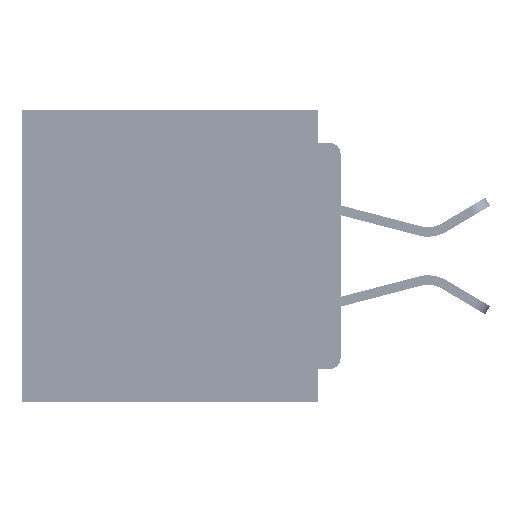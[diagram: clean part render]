
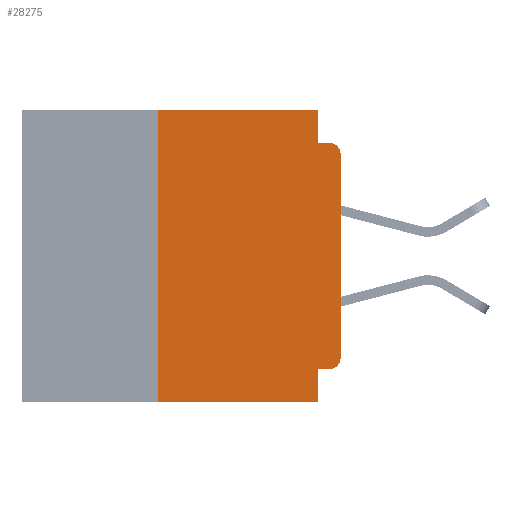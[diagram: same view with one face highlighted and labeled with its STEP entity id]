
A CAD part, left-side view. The second image highlights one B-rep face of the part: STEP entity #28275.
In plain terms, the highlighted planar face has unit normal (-1, 0, 0).
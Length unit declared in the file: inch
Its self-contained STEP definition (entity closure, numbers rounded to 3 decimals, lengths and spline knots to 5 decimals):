
#1660 = DIRECTION ( 'NONE',  ( 0., 0., -1. ) ) ;
#4674 = ORIENTED_EDGE ( 'NONE', *, *, #13126, .F. ) ;
#5536 = VECTOR ( 'NONE', #41910, 39.37008 ) ;
#7233 = VECTOR ( 'NONE', #41924, 39.37008 ) ;
#8549 = AXIS2_PLACEMENT_3D ( 'NONE', #37889, #13178, #42026 ) ;
#10449 = CARTESIAN_POINT ( 'NONE',  ( 0., 0.25, 0. ) ) ;
#10530 = VECTOR ( 'NONE', #44334, 39.37008 ) ;
#11014 = LINE ( 'NONE', #47043, #20695 ) ;
#12170 = VECTOR ( 'NONE', #53459, 39.37008 ) ;
#12382 = CARTESIAN_POINT ( 'NONE',  ( 0., 0.25, -0.4 ) ) ;
#13126 = EDGE_CURVE ( 'NONE', #29999, #15326, #38511, .T. ) ;
#13178 = DIRECTION ( 'NONE',  ( -1., 0., 0. ) ) ;
#13455 = LINE ( 'NONE', #12382, #12170 ) ;
#14531 = CARTESIAN_POINT ( 'NONE',  ( 0., 0.25, -0.4 ) ) ;
#14717 = CARTESIAN_POINT ( 'NONE',  ( 0., 0.031, -0.355 ) ) ;
#15326 = VERTEX_POINT ( 'NONE', #47600 ) ;
#16574 = VERTEX_POINT ( 'NONE', #22765 ) ;
#17231 = VERTEX_POINT ( 'NONE', #14717 ) ;
#17461 = VERTEX_POINT ( 'NONE', #49171 ) ;
#17691 = EDGE_LOOP ( 'NONE', ( #25163, #20531, #4674, #46209, #26506, #47651, #50924, #45211, #41943, #28474 ) ) ;
#18837 = CARTESIAN_POINT ( 'NONE',  ( 0., 0.031, -0.4 ) ) ;
#19800 = DIRECTION ( 'NONE',  ( -1., 0., 0. ) ) ;
#19884 = EDGE_CURVE ( 'NONE', #40346, #35338, #27954, .T. ) ;
#20519 = CARTESIAN_POINT ( 'NONE',  ( 0., 0., -0.06 ) ) ;
#20531 = ORIENTED_EDGE ( 'NONE', *, *, #22909, .T. ) ;
#20695 = VECTOR ( 'NONE', #1660, 39.37008 ) ;
#21855 = AXIS2_PLACEMENT_3D ( 'NONE', #44514, #19800, #48665 ) ;
#22257 = AXIS2_PLACEMENT_3D ( 'NONE', #27196, #52071, #27377 ) ;
#22612 = VERTEX_POINT ( 'NONE', #31776 ) ;
#22765 = CARTESIAN_POINT ( 'NONE',  ( 0., 0.015, -0.355 ) ) ;
#22909 = EDGE_CURVE ( 'NONE', #44938, #15326, #39859, .T. ) ;
#23263 = PLANE ( 'NONE',  #22257 ) ;
#23404 = DIRECTION ( 'NONE',  ( 0., 0., -1. ) ) ;
#24309 = VECTOR ( 'NONE', #46508, 39.37008 ) ;
#25163 = ORIENTED_EDGE ( 'NONE', *, *, #28637, .T. ) ;
#25581 = LINE ( 'NONE', #42346, #24309 ) ;
#26437 = EDGE_CURVE ( 'NONE', #16574, #17231, #25581, .T. ) ;
#26506 = ORIENTED_EDGE ( 'NONE', *, *, #28355, .F. ) ;
#27196 = CARTESIAN_POINT ( 'NONE',  ( 0., 0.437, 0. ) ) ;
#27377 = DIRECTION ( 'NONE',  ( 0., 0., -1. ) ) ;
#27781 = CARTESIAN_POINT ( 'NONE',  ( 0., 0.437, -0.4 ) ) ;
#27954 = LINE ( 'NONE', #27781, #36342 ) ;
#28275 = ADVANCED_FACE ( 'NONE', ( #36376 ), #23263, .F. ) ;
#28355 = EDGE_CURVE ( 'NONE', #44674, #17461, #42133, .T. ) ;
#28474 = ORIENTED_EDGE ( 'NONE', *, *, #47389, .T. ) ;
#28637 = EDGE_CURVE ( 'NONE', #22612, #44938, #29208, .T. ) ;
#29208 = LINE ( 'NONE', #33811, #7233 ) ;
#29999 = VERTEX_POINT ( 'NONE', #43267 ) ;
#31776 = CARTESIAN_POINT ( 'NONE',  ( 0., 0., -0.34 ) ) ;
#31909 = DIRECTION ( 'NONE',  ( 0., -1., 0. ) ) ;
#33370 = CIRCLE ( 'NONE', #21855, 0.015 ) ;
#33811 = CARTESIAN_POINT ( 'NONE',  ( 0., 0., 0. ) ) ;
#34982 = EDGE_CURVE ( 'NONE', #40346, #44674, #13455, .T. ) ;
#35338 = VERTEX_POINT ( 'NONE', #18837 ) ;
#35827 = CARTESIAN_POINT ( 'NONE',  ( 0., 0.031, -0.4 ) ) ;
#36342 = VECTOR ( 'NONE', #31909, 39.37008 ) ;
#36376 = FACE_OUTER_BOUND ( 'NONE', #17691, .T. ) ;
#37601 = VECTOR ( 'NONE', #23404, 39.37008 ) ;
#37769 = CARTESIAN_POINT ( 'NONE',  ( 0., 0., -0.045 ) ) ;
#37889 = CARTESIAN_POINT ( 'NONE',  ( 0., 0.015, -0.06 ) ) ;
#38511 = LINE ( 'NONE', #37769, #5536 ) ;
#39859 = CIRCLE ( 'NONE', #8549, 0.015 ) ;
#40346 = VERTEX_POINT ( 'NONE', #14531 ) ;
#41910 = DIRECTION ( 'NONE',  ( 0., -1., 0. ) ) ;
#41924 = DIRECTION ( 'NONE',  ( 0., 0., 1. ) ) ;
#41943 = ORIENTED_EDGE ( 'NONE', *, *, #26437, .F. ) ;
#42026 = DIRECTION ( 'NONE',  ( 0., 0., -1. ) ) ;
#42133 = LINE ( 'NONE', #52586, #10530 ) ;
#42346 = CARTESIAN_POINT ( 'NONE',  ( 0., 0., -0.355 ) ) ;
#43267 = CARTESIAN_POINT ( 'NONE',  ( 0., 0.031, -0.045 ) ) ;
#43496 = EDGE_CURVE ( 'NONE', #17231, #35338, #49891, .T. ) ;
#44334 = DIRECTION ( 'NONE',  ( 0., -1., 0. ) ) ;
#44514 = CARTESIAN_POINT ( 'NONE',  ( 0., 0.015, -0.34 ) ) ;
#44674 = VERTEX_POINT ( 'NONE', #10449 ) ;
#44938 = VERTEX_POINT ( 'NONE', #20519 ) ;
#45211 = ORIENTED_EDGE ( 'NONE', *, *, #43496, .F. ) ;
#46209 = ORIENTED_EDGE ( 'NONE', *, *, #52118, .F. ) ;
#46508 = DIRECTION ( 'NONE',  ( 0., 1., 0. ) ) ;
#47043 = CARTESIAN_POINT ( 'NONE',  ( 0., 0.031, 0. ) ) ;
#47389 = EDGE_CURVE ( 'NONE', #16574, #22612, #33370, .T. ) ;
#47600 = CARTESIAN_POINT ( 'NONE',  ( 0., 0.015, -0.045 ) ) ;
#47651 = ORIENTED_EDGE ( 'NONE', *, *, #34982, .F. ) ;
#48665 = DIRECTION ( 'NONE',  ( 0., 0., -1. ) ) ;
#49171 = CARTESIAN_POINT ( 'NONE',  ( 0., 0.031, 0. ) ) ;
#49891 = LINE ( 'NONE', #35827, #37601 ) ;
#50924 = ORIENTED_EDGE ( 'NONE', *, *, #19884, .T. ) ;
#52071 = DIRECTION ( 'NONE',  ( 1., 0., 0. ) ) ;
#52118 = EDGE_CURVE ( 'NONE', #17461, #29999, #11014, .T. ) ;
#52586 = CARTESIAN_POINT ( 'NONE',  ( 0., 0.437, 0. ) ) ;
#53459 = DIRECTION ( 'NONE',  ( 0., 0., 1. ) ) ;
